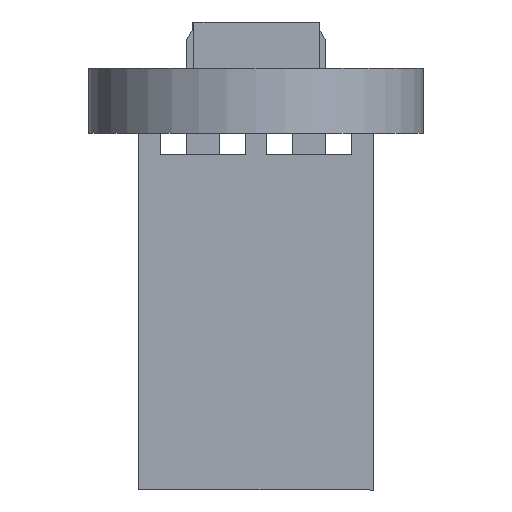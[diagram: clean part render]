
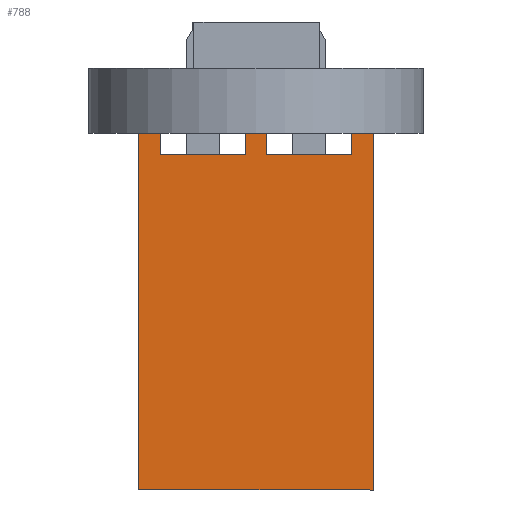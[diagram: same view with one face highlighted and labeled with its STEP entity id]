
A CAD part, front view. The second image highlights one B-rep face of the part: STEP entity #788.
In plain terms, the highlighted face is planar.
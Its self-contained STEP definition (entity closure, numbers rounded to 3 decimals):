
#545 = VERTEX_POINT('',#546);
#546 = CARTESIAN_POINT('',(-0.254,0.508,2.477));
#552 = EDGE_CURVE('',#545,#553,#555,.T.);
#553 = VERTEX_POINT('',#554);
#554 = CARTESIAN_POINT('',(-2.286,0.508,2.477));
#555 = LINE('',#556,#557);
#556 = CARTESIAN_POINT('',(-2.794,0.508,2.477));
#557 = VECTOR('',#558,1.);
#558 = DIRECTION('',(-1.,0.,0.));
#653 = VERTEX_POINT('',#654);
#654 = CARTESIAN_POINT('',(2.286,0.508,2.477));
#660 = EDGE_CURVE('',#653,#661,#663,.T.);
#661 = VERTEX_POINT('',#662);
#662 = CARTESIAN_POINT('',(0.254,0.508,2.477));
#663 = LINE('',#664,#665);
#664 = CARTESIAN_POINT('',(-2.794,0.508,2.477));
#665 = VECTOR('',#666,1.);
#666 = DIRECTION('',(-1.,0.,0.));
#691 = EDGE_CURVE('',#553,#692,#694,.T.);
#692 = VERTEX_POINT('',#693);
#693 = CARTESIAN_POINT('',(-2.286,0.,2.477));
#694 = LINE('',#695,#696);
#695 = CARTESIAN_POINT('',(-2.286,8.509,2.477));
#696 = VECTOR('',#697,1.);
#697 = DIRECTION('',(0.,-1.,0.));
#788 = ADVANCED_FACE('',(#789),#862,.F.);
#789 = FACE_BOUND('',#790,.T.);
#790 = EDGE_LOOP('',(#791,#799,#807,#815,#823,#831,#837,#838,#839,#847,
    #855,#861));
#791 = ORIENTED_EDGE('',*,*,#792,.F.);
#792 = EDGE_CURVE('',#793,#653,#795,.T.);
#793 = VERTEX_POINT('',#794);
#794 = CARTESIAN_POINT('',(2.286,0.,2.477));
#795 = LINE('',#796,#797);
#796 = CARTESIAN_POINT('',(2.286,8.509,2.477));
#797 = VECTOR('',#798,1.);
#798 = DIRECTION('',(0.,1.,0.));
#799 = ORIENTED_EDGE('',*,*,#800,.T.);
#800 = EDGE_CURVE('',#793,#801,#803,.T.);
#801 = VERTEX_POINT('',#802);
#802 = CARTESIAN_POINT('',(2.794,0.,2.477));
#803 = LINE('',#804,#805);
#804 = CARTESIAN_POINT('',(-2.794,0.,2.477));
#805 = VECTOR('',#806,1.);
#806 = DIRECTION('',(1.,0.,0.));
#807 = ORIENTED_EDGE('',*,*,#808,.F.);
#808 = EDGE_CURVE('',#809,#801,#811,.T.);
#809 = VERTEX_POINT('',#810);
#810 = CARTESIAN_POINT('',(2.794,8.509,2.477));
#811 = LINE('',#812,#813);
#812 = CARTESIAN_POINT('',(2.794,8.509,2.477));
#813 = VECTOR('',#814,1.);
#814 = DIRECTION('',(0.,-1.,0.));
#815 = ORIENTED_EDGE('',*,*,#816,.F.);
#816 = EDGE_CURVE('',#817,#809,#819,.T.);
#817 = VERTEX_POINT('',#818);
#818 = CARTESIAN_POINT('',(-2.794,8.509,2.477));
#819 = LINE('',#820,#821);
#820 = CARTESIAN_POINT('',(-2.794,8.509,2.477));
#821 = VECTOR('',#822,1.);
#822 = DIRECTION('',(1.,0.,0.));
#823 = ORIENTED_EDGE('',*,*,#824,.T.);
#824 = EDGE_CURVE('',#817,#825,#827,.T.);
#825 = VERTEX_POINT('',#826);
#826 = CARTESIAN_POINT('',(-2.794,0.,2.477));
#827 = LINE('',#828,#829);
#828 = CARTESIAN_POINT('',(-2.794,8.509,2.477));
#829 = VECTOR('',#830,1.);
#830 = DIRECTION('',(0.,-1.,0.));
#831 = ORIENTED_EDGE('',*,*,#832,.T.);
#832 = EDGE_CURVE('',#825,#692,#833,.T.);
#833 = LINE('',#834,#835);
#834 = CARTESIAN_POINT('',(-2.794,0.,2.477));
#835 = VECTOR('',#836,1.);
#836 = DIRECTION('',(1.,0.,0.));
#837 = ORIENTED_EDGE('',*,*,#691,.F.);
#838 = ORIENTED_EDGE('',*,*,#552,.F.);
#839 = ORIENTED_EDGE('',*,*,#840,.F.);
#840 = EDGE_CURVE('',#841,#545,#843,.T.);
#841 = VERTEX_POINT('',#842);
#842 = CARTESIAN_POINT('',(-0.254,0.,2.477));
#843 = LINE('',#844,#845);
#844 = CARTESIAN_POINT('',(-0.254,8.509,2.477));
#845 = VECTOR('',#846,1.);
#846 = DIRECTION('',(0.,1.,0.));
#847 = ORIENTED_EDGE('',*,*,#848,.T.);
#848 = EDGE_CURVE('',#841,#849,#851,.T.);
#849 = VERTEX_POINT('',#850);
#850 = CARTESIAN_POINT('',(0.254,0.,2.477));
#851 = LINE('',#852,#853);
#852 = CARTESIAN_POINT('',(-2.794,0.,2.477));
#853 = VECTOR('',#854,1.);
#854 = DIRECTION('',(1.,0.,0.));
#855 = ORIENTED_EDGE('',*,*,#856,.F.);
#856 = EDGE_CURVE('',#661,#849,#857,.T.);
#857 = LINE('',#858,#859);
#858 = CARTESIAN_POINT('',(0.254,8.509,2.477));
#859 = VECTOR('',#860,1.);
#860 = DIRECTION('',(0.,-1.,0.));
#861 = ORIENTED_EDGE('',*,*,#660,.F.);
#862 = PLANE('',#863);
#863 = AXIS2_PLACEMENT_3D('',#864,#865,#866);
#864 = CARTESIAN_POINT('',(-2.794,8.509,2.477));
#865 = DIRECTION('',(0.,0.,-1.));
#866 = DIRECTION('',(-1.,0.,0.));
